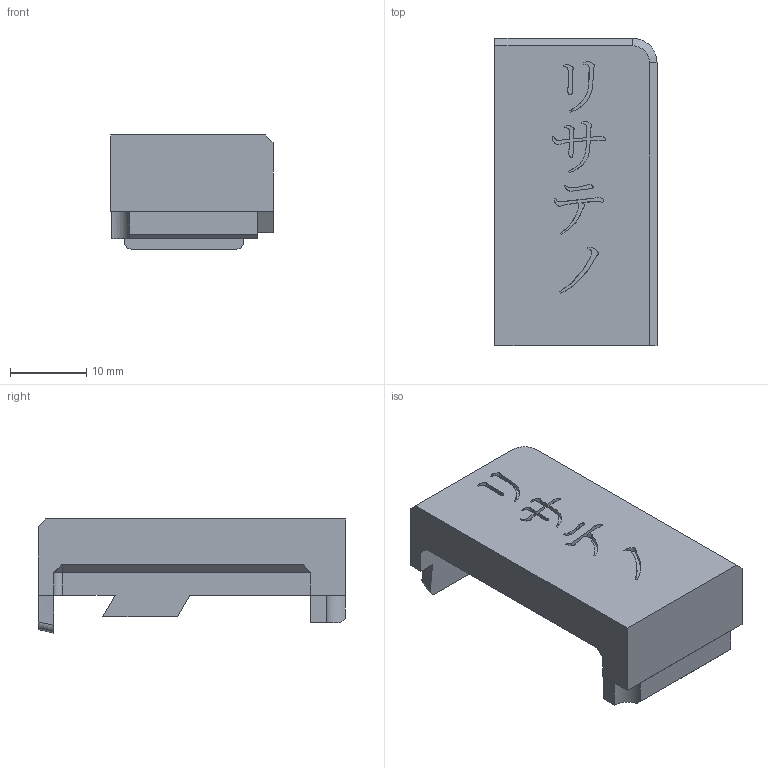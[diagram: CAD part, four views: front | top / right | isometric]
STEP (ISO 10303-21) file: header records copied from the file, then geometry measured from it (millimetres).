
FILE_DESCRIPTION(('FreeCAD Model'),'2;1');
FILE_NAME('Open CASCADE Shape Model','2025-08-12T17:04:26',(''),(''), 'Open CASCADE STEP processor 7.8','FreeCAD','Unknown');
FILE_SCHEMA(('AUTOMOTIVE_DESIGN { 1 0 10303 214 1 1 1 1 }'));
Length unit declared in the file: millimetre
Products named in the file (1): case-top-cover-JP-katakana-left
Bounding box: 21.2 x 40.2 x 14.91 mm (x, y, z)
Volume: 6162 mm3; surface area: 3692 mm2
Topology: 1 solids, 1 shells, 157 faces, 425 edges, 279 vertices
Faces by surface type: extrusion 78, plane 58, cylinder 10, cone 6, bspline 5
Full cylindrical faces by diameter (mm): 2.2 x3
Entity records: 6564 total; most frequent: CARTESIAN_POINT 2893, ORIENTED_EDGE 850, DIRECTION 522, EDGE_CURVE 425, VECTOR 310, VERTEX_POINT 279, B_SPLINE_CURVE_WITH_KNOTS 240, LINE 232
